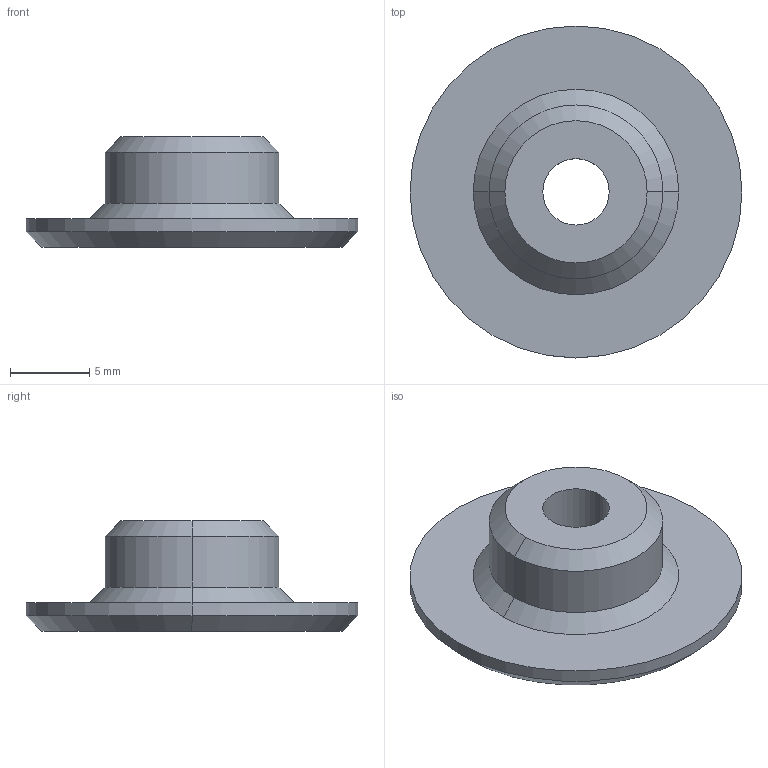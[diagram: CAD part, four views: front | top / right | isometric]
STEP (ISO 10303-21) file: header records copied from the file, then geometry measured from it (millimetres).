
FILE_DESCRIPTION (( 'STEP AP214' ), '1' );
FILE_NAME ('RSB-01_SCREW-MAIN.STEP', '2024-06-10T18:04:11', ( '' ), ( '' ), 'SwSTEP 2.0', 'SolidWorks 2020', '' );
FILE_SCHEMA (( 'AUTOMOTIVE_DESIGN' ));
Length unit declared in the file: millimetre
Products named in the file (1): RSB-01_SCREW-MAIN
Bounding box: 21 x 21 x 7 mm (x, y, z)
Volume: 933.2 mm3; surface area: 964.2 mm2
Topology: 1 solids, 1 shells, 17 faces, 34 edges, 20 vertices
Faces by surface type: cone 8, cylinder 6, plane 3
Entity records: 482 total; most frequent: DIRECTION 90, CARTESIAN_POINT 72, ORIENTED_EDGE 68, AXIS2_PLACEMENT_3D 38, EDGE_CURVE 34, VERTEX_POINT 20, EDGE_LOOP 20, CIRCLE 20
